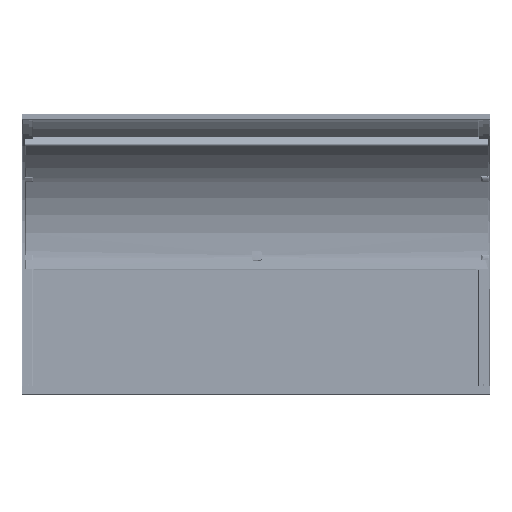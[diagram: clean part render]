
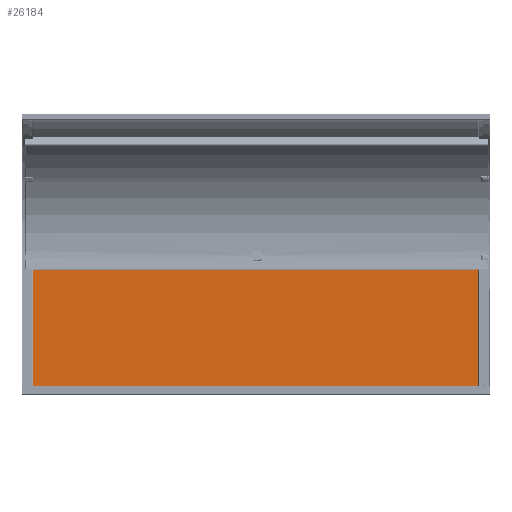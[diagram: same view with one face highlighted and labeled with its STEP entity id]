
A CAD part, front view. The second image highlights one B-rep face of the part: STEP entity #26184.
In plain terms, the highlighted face is planar.
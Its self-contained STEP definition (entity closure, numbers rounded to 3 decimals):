
#25921=DIRECTION('',(0.,-1.,0.));
#25922=VECTOR('',#25921,1872.);
#25923=CARTESIAN_POINT('',(-251.,936.,-3.));
#25924=LINE('',#25923,#25922);
#25925=DIRECTION('',(1.,0.,0.));
#25926=VECTOR('',#25925,502.);
#25927=CARTESIAN_POINT('',(-251.,-936.,-3.));
#25928=LINE('',#25927,#25926);
#25929=DIRECTION('',(0.,1.,0.));
#25930=VECTOR('',#25929,1872.);
#25931=CARTESIAN_POINT('',(251.,-936.,-3.));
#25932=LINE('',#25931,#25930);
#25933=DIRECTION('',(-1.,0.,0.));
#25934=VECTOR('',#25933,502.);
#25935=CARTESIAN_POINT('',(251.,936.,-3.));
#25936=LINE('',#25935,#25934);
#26121=CARTESIAN_POINT('',(-251.,936.,-3.));
#26122=CARTESIAN_POINT('',(-251.,-936.,-3.));
#26123=VERTEX_POINT('',#26121);
#26124=VERTEX_POINT('',#26122);
#26125=CARTESIAN_POINT('',(251.,-936.,-3.));
#26126=VERTEX_POINT('',#26125);
#26127=CARTESIAN_POINT('',(251.,936.,-3.));
#26128=VERTEX_POINT('',#26127);
#26169=CARTESIAN_POINT('',(0.,0.,-3.));
#26170=DIRECTION('',(0.,0.,1.));
#26171=DIRECTION('',(1.,0.,0.));
#26172=AXIS2_PLACEMENT_3D('',#26169,#26170,#26171);
#26173=PLANE('',#26172);
#26175=ORIENTED_EDGE('',*,*,#26174,.T.);
#26177=ORIENTED_EDGE('',*,*,#26176,.T.);
#26179=ORIENTED_EDGE('',*,*,#26178,.T.);
#26181=ORIENTED_EDGE('',*,*,#26180,.T.);
#26182=EDGE_LOOP('',(#26175,#26177,#26179,#26181));
#26183=FACE_OUTER_BOUND('',#26182,.F.);
#26174=EDGE_CURVE('',#26123,#26124,#25924,.T.);
#26176=EDGE_CURVE('',#26124,#26126,#25928,.T.);
#26178=EDGE_CURVE('',#26126,#26128,#25932,.T.);
#26180=EDGE_CURVE('',#26128,#26123,#25936,.T.);
#26184=ADVANCED_FACE('',(#26183),#26173,.F.);
